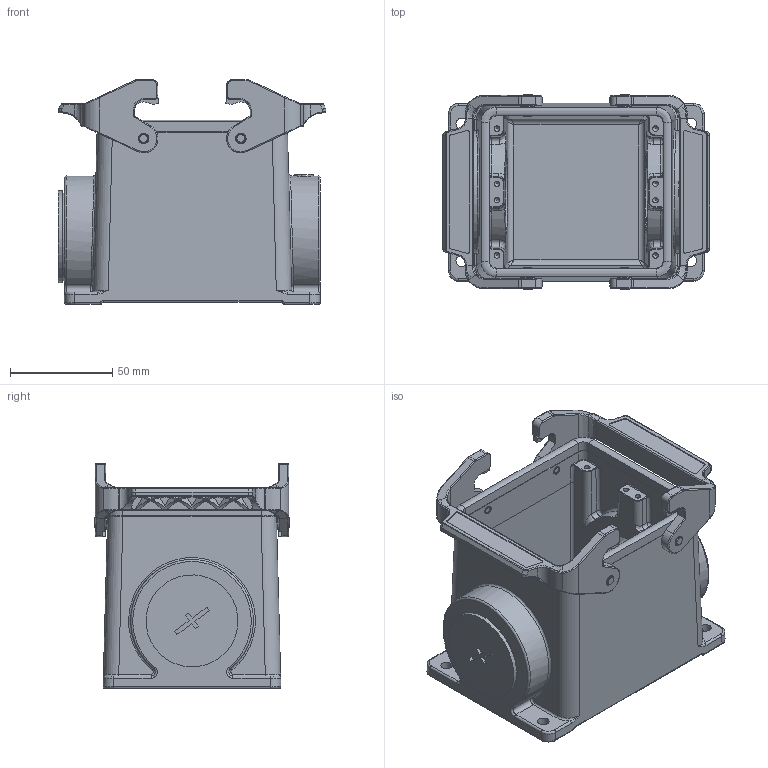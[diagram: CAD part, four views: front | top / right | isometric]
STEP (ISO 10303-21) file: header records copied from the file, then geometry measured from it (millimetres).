
FILE_DESCRIPTION((''),'2;1');
FILE_NAME('05300320266.stp','2020-07-17T10:31:36',('e.eickhoff'),(''),'Autodesk Inventor 2012','Autodesk Inventor 2012','');
FILE_SCHEMA(('AUTOMOTIVE_DESIGN { 1 0 10303 214 1 1 1 1 }'));
Length unit declared in the file: millimetre
Products named in the file (3): 05300320266; KBRM40
Assembly tree (2 placements, depth 2):
  05300320266
    05300320266
    KBRM40
Bounding box: 130.75 x 95.67 x 109.9 mm (x, y, z)
Volume: 320386.9 mm3; surface area: 107206.5 mm2
Topology: 4 solids, 4 shells, 988 faces, 3254 edges, 2978 vertices
Faces by surface type: plane 440, cylinder 299, bspline 174, torus 59, cone 16
Full cylindrical faces by diameter (mm): 0.671 x1, 0.984 x1, 2.74 x8, 2.95 x4, 4 x4, 4.8 x4, 5.1 x4, 5.6 x4, 7 x4, 40.5 x3, 43 x1, 45 x1
Entity records: 41102 total; most frequent: CARTESIAN_POINT 13161, DIRECTION 5250, ORIENTED_EDGE 4850, EDGE_CURVE 2425, AXIS2_PLACEMENT_3D 1892, VERTEX_POINT 1549, VECTOR 1466, LINE 1466
